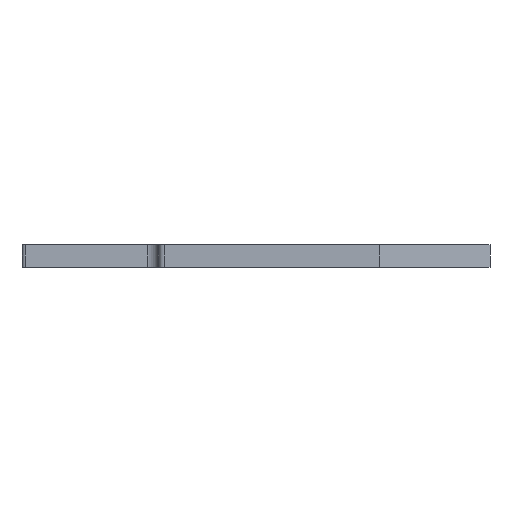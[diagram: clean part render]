
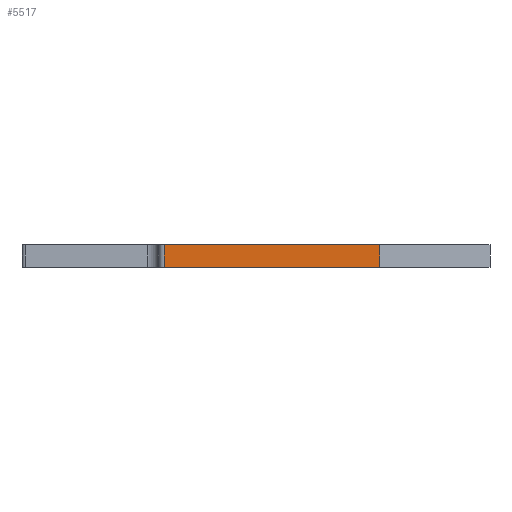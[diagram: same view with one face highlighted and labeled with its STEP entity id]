
A CAD part, front view. The second image highlights one B-rep face of the part: STEP entity #5517.
In plain terms, the highlighted planar face has unit normal (0, -1, 0).
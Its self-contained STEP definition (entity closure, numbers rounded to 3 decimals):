
#585=FACE_OUTER_BOUND('',#890,.T.);
#890=EDGE_LOOP('',(#4761,#4762,#4763,#4764));
#1210=LINE('',#8100,#1812);
#1479=LINE('',#9222,#2081);
#1480=LINE('',#9225,#2082);
#1481=LINE('',#9226,#2083);
#1812=VECTOR('',#6672,19.6);
#2081=VECTOR('',#7167,2.);
#2082=VECTOR('',#7170,19.6);
#2083=VECTOR('',#7171,2.);
#2409=VERTEX_POINT('',#8097);
#2410=VERTEX_POINT('',#8099);
#2638=VERTEX_POINT('',#9220);
#2639=VERTEX_POINT('',#9224);
#3050=EDGE_CURVE('',#2409,#2410,#1210,.T.);
#3397=EDGE_CURVE('',#2638,#2410,#1479,.T.);
#3398=EDGE_CURVE('',#2639,#2638,#1480,.T.);
#3399=EDGE_CURVE('',#2639,#2409,#1481,.T.);
#4761=ORIENTED_EDGE('',*,*,#3398,.T.);
#4762=ORIENTED_EDGE('',*,*,#3397,.T.);
#4763=ORIENTED_EDGE('',*,*,#3050,.F.);
#4764=ORIENTED_EDGE('',*,*,#3399,.F.);
#5239=PLANE('',#5897);
#5517=ADVANCED_FACE('',(#585),#5239,.T.);
#5897=AXIS2_PLACEMENT_3D('',#9223,#7168,#7169);
#6672=DIRECTION('',(1.,0.,0.));
#7167=DIRECTION('',(0.,0.,1.));
#7168=DIRECTION('center_axis',(0.,-1.,0.));
#7169=DIRECTION('ref_axis',(1.,0.,0.));
#7170=DIRECTION('',(1.,0.,0.));
#7171=DIRECTION('',(0.,0.,1.));
#8097=CARTESIAN_POINT('',(-8.35,-45.,2.));
#8099=CARTESIAN_POINT('',(11.25,-45.,2.));
#8100=CARTESIAN_POINT('',(-8.35,-45.,2.));
#9220=CARTESIAN_POINT('',(11.25,-45.,0.));
#9222=CARTESIAN_POINT('',(11.25,-45.,0.));
#9223=CARTESIAN_POINT('Origin',(-8.35,-45.,0.));
#9224=CARTESIAN_POINT('',(-8.35,-45.,0.));
#9225=CARTESIAN_POINT('',(-8.35,-45.,0.));
#9226=CARTESIAN_POINT('',(-8.35,-45.,0.));
